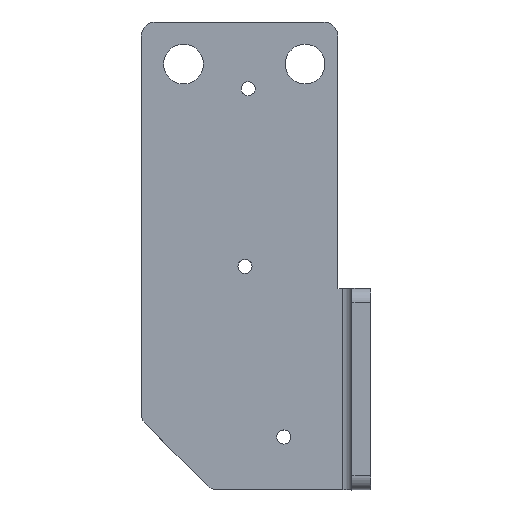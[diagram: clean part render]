
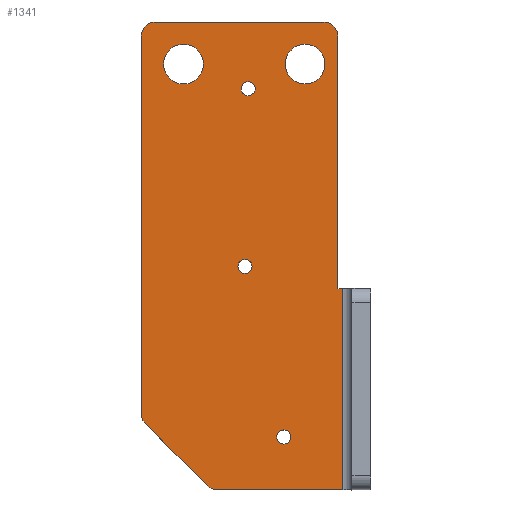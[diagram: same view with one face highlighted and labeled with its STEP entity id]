
A CAD part, top view. The second image highlights one B-rep face of the part: STEP entity #1341.
In plain terms, the highlighted planar face has unit normal (0, 0, 1).
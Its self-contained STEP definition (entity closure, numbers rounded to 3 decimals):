
#65=FACE_BOUND('',#202,.T.);
#66=FACE_BOUND('',#203,.T.);
#67=FACE_BOUND('',#204,.T.);
#68=FACE_BOUND('',#205,.T.);
#69=FACE_BOUND('',#206,.T.);
#115=FACE_OUTER_BOUND('',#201,.T.);
#201=EDGE_LOOP('',(#1075,#1076,#1077,#1078,#1079,#1080,#1081,#1082,#1083,
#1084,#1085));
#202=EDGE_LOOP('',(#1086));
#203=EDGE_LOOP('',(#1087));
#204=EDGE_LOOP('',(#1088));
#205=EDGE_LOOP('',(#1089));
#206=EDGE_LOOP('',(#1090));
#313=LINE('',#2145,#437);
#314=LINE('',#2147,#438);
#315=LINE('',#2149,#439);
#316=LINE('',#2153,#440);
#317=LINE('',#2157,#441);
#318=LINE('',#2161,#442);
#319=LINE('',#2164,#443);
#437=VECTOR('',#1747,10.);
#438=VECTOR('',#1748,10.);
#439=VECTOR('',#1749,10.);
#440=VECTOR('',#1752,10.);
#441=VECTOR('',#1755,10.);
#442=VECTOR('',#1758,10.);
#443=VECTOR('',#1761,10.);
#533=CIRCLE('',#1472,3.);
#534=CIRCLE('',#1473,3.);
#535=CIRCLE('',#1474,3.);
#536=CIRCLE('',#1475,3.);
#537=CIRCLE('',#1476,1.5);
#538=CIRCLE('',#1477,1.5);
#539=CIRCLE('',#1478,1.5);
#540=CIRCLE('',#1479,4.25);
#541=CIRCLE('',#1480,4.25);
#629=VERTEX_POINT('',#2143);
#630=VERTEX_POINT('',#2144);
#631=VERTEX_POINT('',#2146);
#632=VERTEX_POINT('',#2148);
#633=VERTEX_POINT('',#2150);
#634=VERTEX_POINT('',#2152);
#635=VERTEX_POINT('',#2154);
#636=VERTEX_POINT('',#2156);
#637=VERTEX_POINT('',#2158);
#638=VERTEX_POINT('',#2160);
#639=VERTEX_POINT('',#2162);
#640=VERTEX_POINT('',#2165);
#641=VERTEX_POINT('',#2167);
#642=VERTEX_POINT('',#2169);
#643=VERTEX_POINT('',#2171);
#644=VERTEX_POINT('',#2173);
#787=EDGE_CURVE('',#629,#630,#313,.T.);
#788=EDGE_CURVE('',#630,#631,#314,.T.);
#789=EDGE_CURVE('',#631,#632,#315,.T.);
#790=EDGE_CURVE('',#632,#633,#533,.T.);
#791=EDGE_CURVE('',#633,#634,#316,.T.);
#792=EDGE_CURVE('',#634,#635,#534,.T.);
#793=EDGE_CURVE('',#635,#636,#317,.T.);
#794=EDGE_CURVE('',#636,#637,#535,.T.);
#795=EDGE_CURVE('',#637,#638,#318,.T.);
#796=EDGE_CURVE('',#638,#639,#536,.T.);
#797=EDGE_CURVE('',#639,#629,#319,.T.);
#798=EDGE_CURVE('',#640,#640,#537,.T.);
#799=EDGE_CURVE('',#641,#641,#538,.T.);
#800=EDGE_CURVE('',#642,#642,#539,.T.);
#801=EDGE_CURVE('',#643,#643,#540,.T.);
#802=EDGE_CURVE('',#644,#644,#541,.T.);
#1075=ORIENTED_EDGE('',*,*,#787,.T.);
#1076=ORIENTED_EDGE('',*,*,#788,.T.);
#1077=ORIENTED_EDGE('',*,*,#789,.T.);
#1078=ORIENTED_EDGE('',*,*,#790,.T.);
#1079=ORIENTED_EDGE('',*,*,#791,.T.);
#1080=ORIENTED_EDGE('',*,*,#792,.T.);
#1081=ORIENTED_EDGE('',*,*,#793,.T.);
#1082=ORIENTED_EDGE('',*,*,#794,.T.);
#1083=ORIENTED_EDGE('',*,*,#795,.T.);
#1084=ORIENTED_EDGE('',*,*,#796,.T.);
#1085=ORIENTED_EDGE('',*,*,#797,.T.);
#1086=ORIENTED_EDGE('',*,*,#798,.T.);
#1087=ORIENTED_EDGE('',*,*,#799,.T.);
#1088=ORIENTED_EDGE('',*,*,#800,.T.);
#1089=ORIENTED_EDGE('',*,*,#801,.T.);
#1090=ORIENTED_EDGE('',*,*,#802,.T.);
#1286=PLANE('',#1471);
#1341=ADVANCED_FACE('',(#115,#65,#66,#67,#68,#69),#1286,.T.);
#1471=AXIS2_PLACEMENT_3D('',#2142,#1745,#1746);
#1472=AXIS2_PLACEMENT_3D('',#2151,#1750,#1751);
#1473=AXIS2_PLACEMENT_3D('',#2155,#1753,#1754);
#1474=AXIS2_PLACEMENT_3D('',#2159,#1756,#1757);
#1475=AXIS2_PLACEMENT_3D('',#2163,#1759,#1760);
#1476=AXIS2_PLACEMENT_3D('',#2166,#1762,#1763);
#1477=AXIS2_PLACEMENT_3D('',#2168,#1764,#1765);
#1478=AXIS2_PLACEMENT_3D('',#2170,#1766,#1767);
#1479=AXIS2_PLACEMENT_3D('',#2172,#1768,#1769);
#1480=AXIS2_PLACEMENT_3D('',#2174,#1770,#1771);
#1745=DIRECTION('center_axis',(0.,0.,1.));
#1746=DIRECTION('ref_axis',(1.,0.,0.));
#1747=DIRECTION('',(0.,1.,0.));
#1748=DIRECTION('',(-1.,0.,0.));
#1749=DIRECTION('',(0.,1.,0.));
#1750=DIRECTION('center_axis',(0.,0.,1.));
#1751=DIRECTION('ref_axis',(1.,0.,0.));
#1752=DIRECTION('',(-1.,0.,0.));
#1753=DIRECTION('center_axis',(0.,0.,1.));
#1754=DIRECTION('ref_axis',(0.,1.,0.));
#1755=DIRECTION('',(0.,-1.,0.));
#1756=DIRECTION('center_axis',(0.,0.,1.));
#1757=DIRECTION('ref_axis',(-1.,0.,0.));
#1758=DIRECTION('',(0.707,-0.707,0.));
#1759=DIRECTION('center_axis',(0.,0.,1.));
#1760=DIRECTION('ref_axis',(-0.707,-0.707,0.));
#1761=DIRECTION('',(1.,0.,0.));
#1762=DIRECTION('center_axis',(0.,0.,-1.));
#1763=DIRECTION('ref_axis',(-1.,0.,0.));
#1764=DIRECTION('center_axis',(0.,0.,-1.));
#1765=DIRECTION('ref_axis',(-1.,0.,0.));
#1766=DIRECTION('center_axis',(0.,0.,-1.));
#1767=DIRECTION('ref_axis',(-1.,0.,0.));
#1768=DIRECTION('center_axis',(0.,0.,-1.));
#1769=DIRECTION('ref_axis',(-1.,0.,0.));
#1770=DIRECTION('center_axis',(0.,0.,-1.));
#1771=DIRECTION('ref_axis',(-1.,0.,0.));
#2142=CARTESIAN_POINT('Origin',(249.828,169.605,0.));
#2143=CARTESIAN_POINT('',(245.828,148.105,0.));
#2144=CARTESIAN_POINT('',(245.828,191.105,0.));
#2145=CARTESIAN_POINT('',(245.828,180.355,0.));
#2146=CARTESIAN_POINT('',(244.828,191.105,0.));
#2147=CARTESIAN_POINT('',(251.828,191.105,0.));
#2148=CARTESIAN_POINT('',(244.828,245.105,0.));
#2149=CARTESIAN_POINT('',(244.828,191.105,0.));
#2150=CARTESIAN_POINT('',(241.828,248.105,0.));
#2151=CARTESIAN_POINT('Origin',(241.828,245.105,0.));
#2152=CARTESIAN_POINT('',(205.828,248.105,0.));
#2153=CARTESIAN_POINT('',(241.828,248.105,0.));
#2154=CARTESIAN_POINT('',(202.828,245.105,0.));
#2155=CARTESIAN_POINT('Origin',(205.828,245.105,0.));
#2156=CARTESIAN_POINT('',(202.828,164.348,0.));
#2157=CARTESIAN_POINT('',(202.828,245.105,0.));
#2158=CARTESIAN_POINT('',(203.706,162.227,0.));
#2159=CARTESIAN_POINT('Origin',(205.828,164.348,0.));
#2160=CARTESIAN_POINT('',(216.949,148.984,0.));
#2161=CARTESIAN_POINT('',(203.706,162.227,0.));
#2162=CARTESIAN_POINT('',(219.07,148.105,0.));
#2163=CARTESIAN_POINT('Origin',(219.07,151.105,0.));
#2164=CARTESIAN_POINT('',(247.828,148.105,0.));
#2165=CARTESIAN_POINT('',(226.478,195.849,0.));
#2166=CARTESIAN_POINT('Origin',(224.978,195.849,0.));
#2167=CARTESIAN_POINT('',(227.159,233.867,0.));
#2168=CARTESIAN_POINT('Origin',(225.659,233.867,0.));
#2169=CARTESIAN_POINT('',(234.778,159.391,0.));
#2170=CARTESIAN_POINT('Origin',(233.278,159.391,0.));
#2171=CARTESIAN_POINT('',(242.078,239.105,0.));
#2172=CARTESIAN_POINT('Origin',(237.828,239.105,0.));
#2173=CARTESIAN_POINT('',(216.078,239.105,0.));
#2174=CARTESIAN_POINT('Origin',(211.828,239.105,0.));
